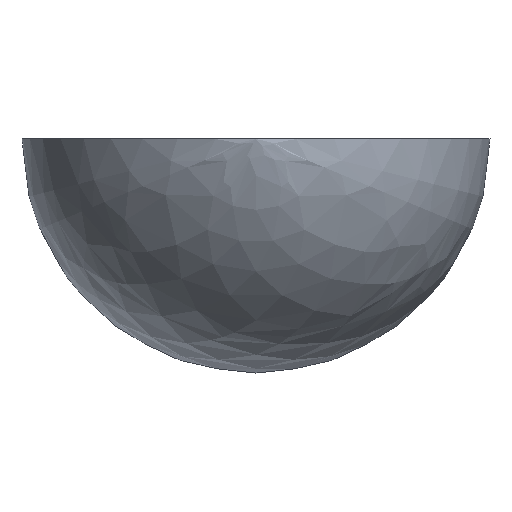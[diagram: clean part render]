
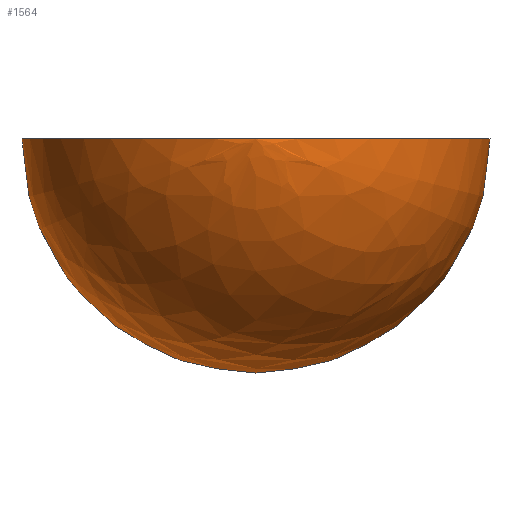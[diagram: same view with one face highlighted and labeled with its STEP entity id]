
A CAD part, left-side view. The second image highlights one B-rep face of the part: STEP entity #1564.
In plain terms, the highlighted free-form (B-spline) face has degree [3, 3] with [6, 4] control points.
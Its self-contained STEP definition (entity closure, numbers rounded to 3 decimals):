
#24 = DIRECTION ( 'NONE',  ( 1., 0., 0. ) ) ;
#47 = DIRECTION ( 'NONE',  ( 0., 0., 1. ) ) ;
#52 = CARTESIAN_POINT ( 'NONE',  ( -162.954, 11.74, 0. ) ) ;
#137 = DIRECTION ( 'NONE',  ( 0., 0., 1. ) ) ;
#213 = B_SPLINE_CURVE_WITH_KNOTS ( 'NONE', 3,
 ( #1738, #1255, #2488, #733, #2274, #680 ),
 .UNSPECIFIED., .F., .F.,
 ( 4, 1, 1, 4 ),
 ( 0., 0.518, 0.701, 1. ),
 .UNSPECIFIED. ) ;
#286 = CARTESIAN_POINT ( 'NONE',  ( -162.954, 11.74, 0. ) ) ;
#298 = CARTESIAN_POINT ( 'NONE',  ( 21.196, 11.74, 0. ) ) ;
#321 = CARTESIAN_POINT ( 'NONE',  ( 2.365, 103.379, 0. ) ) ;
#367 = ORIENTED_EDGE ( 'NONE', *, *, #1167, .F. ) ;
#430 = EDGE_LOOP ( 'NONE', ( #679, #3172, #367, #2487, #1443 ) ) ;
#497 = CARTESIAN_POINT ( 'NONE',  ( -162.954, 11.74, 0. ) ) ;
#636 = CARTESIAN_POINT ( 'NONE',  ( -37.063, 116.336, -209.192 ) ) ;
#653 = CARTESIAN_POINT ( 'NONE',  ( 21.196, 90.769, 0. ) ) ;
#654 = CARTESIAN_POINT ( 'NONE',  ( 21.196, 90.769, 0. ) ) ;
#679 = ORIENTED_EDGE ( 'NONE', *, *, #1944, .T. ) ;
#680 = CARTESIAN_POINT ( 'NONE',  ( 21.196, -67.288, 0. ) ) ;
#733 = CARTESIAN_POINT ( 'NONE',  ( -37.063, -92.856, 0. ) ) ;
#772 = VERTEX_POINT ( 'NONE', #653 ) ;
#877 = CARTESIAN_POINT ( 'NONE',  ( -37.063, -92.856, 0. ) ) ;
#949 = VERTEX_POINT ( 'NONE', #2643 ) ;
#991 =( BOUNDED_SURFACE ( )  B_SPLINE_SURFACE ( 3, 3, ( 
 ( #52, #286, #2333, #1064 ),
 ( #1080, #2104, #2089, #3111 ),
 ( #3125, #2872, #1011, #1132 ),
 ( #1402, #636, #1884, #877 ),
 ( #321, #1900, #3198, #1934 ),
 ( #654, #2891, #1146, #2632 ) ),
 .UNSPECIFIED., .F., .F., .F. ) 
 B_SPLINE_SURFACE_WITH_KNOTS ( ( 4, 1, 1, 4 ),
 ( 4, 4 ),
 ( 0., 0.518, 0.701, 1. ),
 ( 0., 1. ),
 .UNSPECIFIED. ) 
 GEOMETRIC_REPRESENTATION_ITEM ( )  RATIONAL_B_SPLINE_SURFACE ( (
 ( 1., 0.333, 0.333, 1.),
 ( 1., 0.333, 0.333, 1.),
 ( 1., 0.333, 0.333, 1.),
 ( 1., 0.333, 0.333, 1.),
 ( 1., 0.333, 0.333, 1.),
 ( 1., 0.333, 0.333, 1.) ) ) 
 REPRESENTATION_ITEM ( '' )  SURFACE ( )  );
#1011 = CARTESIAN_POINT ( 'NONE',  ( -115.553, -77.927, -179.335 ) ) ;
#1064 = CARTESIAN_POINT ( 'NONE',  ( -162.954, 11.74, 0. ) ) ;
#1080 = CARTESIAN_POINT ( 'NONE',  ( -156.725, 54.34, 0. ) ) ;
#1094 = CARTESIAN_POINT ( 'NONE',  ( 21.196, 11.74, 0. ) ) ;
#1132 = CARTESIAN_POINT ( 'NONE',  ( -115.553, -77.927, 0. ) ) ;
#1146 = CARTESIAN_POINT ( 'NONE',  ( 21.196, -67.288, -158.058 ) ) ;
#1167 = EDGE_CURVE ( 'NONE', #3255, #949, #1686, .T. ) ;
#1255 = CARTESIAN_POINT ( 'NONE',  ( -156.725, -30.859, 0. ) ) ;
#1402 = CARTESIAN_POINT ( 'NONE',  ( -37.063, 116.336, 0. ) ) ;
#1443 = ORIENTED_EDGE ( 'NONE', *, *, #1898, .T. ) ;
#1516 = CARTESIAN_POINT ( 'NONE',  ( 21.196, 80.356, -39.21 ) ) ;
#1550 = CARTESIAN_POINT ( 'NONE',  ( 2.365, 103.379, 0. ) ) ;
#1564 = ADVANCED_FACE ( 'NONE', ( #1569 ), #991, .T. ) ;
#1569 = FACE_OUTER_BOUND ( 'NONE', #430, .T. ) ;
#1598 = AXIS2_PLACEMENT_3D ( 'NONE', #1094, #2664, #137 ) ;
#1612 = EDGE_CURVE ( 'NONE', #2589, #949, #3152, .T. ) ;
#1686 = CIRCLE ( 'NONE', #2863, 79.029 ) ;
#1738 = CARTESIAN_POINT ( 'NONE',  ( -162.954, 11.74, 0. ) ) ;
#1795 = CARTESIAN_POINT ( 'NONE',  ( -156.725, 54.34, 0. ) ) ;
#1884 = CARTESIAN_POINT ( 'NONE',  ( -37.063, -92.856, -209.192 ) ) ;
#1898 = EDGE_CURVE ( 'NONE', #3222, #772, #2003, .T. ) ;
#1900 = CARTESIAN_POINT ( 'NONE',  ( 2.365, 103.379, -183.277 ) ) ;
#1934 = CARTESIAN_POINT ( 'NONE',  ( 2.365, -79.898, 0. ) ) ;
#1944 = EDGE_CURVE ( 'NONE', #772, #2589, #2613, .T. ) ;
#2003 = B_SPLINE_CURVE_WITH_KNOTS ( 'NONE', 3,
 ( #2534, #1795, #2282, #2599, #1550, #3337 ),
 .UNSPECIFIED., .F., .F.,
 ( 4, 1, 1, 4 ),
 ( 0., 0.518, 0.701, 1. ),
 .UNSPECIFIED. ) ;
#2089 = CARTESIAN_POINT ( 'NONE',  ( -156.725, -30.859, -85.199 ) ) ;
#2104 = CARTESIAN_POINT ( 'NONE',  ( -156.725, 54.34, -85.199 ) ) ;
#2137 = AXIS2_PLACEMENT_3D ( 'NONE', #298, #2346, #47 ) ;
#2243 = CARTESIAN_POINT ( 'NONE',  ( 21.196, -67.288, 0. ) ) ;
#2274 = CARTESIAN_POINT ( 'NONE',  ( 2.365, -79.898, 0. ) ) ;
#2282 = CARTESIAN_POINT ( 'NONE',  ( -115.553, 101.408, 0. ) ) ;
#2322 = CARTESIAN_POINT ( 'NONE',  ( 21.196, 11.74, 0. ) ) ;
#2333 = CARTESIAN_POINT ( 'NONE',  ( -162.954, 11.74, 0. ) ) ;
#2346 = DIRECTION ( 'NONE',  ( -1., 0., 0. ) ) ;
#2487 = ORIENTED_EDGE ( 'NONE', *, *, #3136, .F. ) ;
#2488 = CARTESIAN_POINT ( 'NONE',  ( -115.553, -77.927, 0. ) ) ;
#2534 = CARTESIAN_POINT ( 'NONE',  ( -162.954, 11.74, 0. ) ) ;
#2589 = VERTEX_POINT ( 'NONE', #1516 ) ;
#2599 = CARTESIAN_POINT ( 'NONE',  ( -37.063, 116.336, 0. ) ) ;
#2613 = CIRCLE ( 'NONE', #2137, 79.029 ) ;
#2632 = CARTESIAN_POINT ( 'NONE',  ( 21.196, -67.288, 0. ) ) ;
#2643 = CARTESIAN_POINT ( 'NONE',  ( 21.196, -58.365, -36.48 ) ) ;
#2664 = DIRECTION ( 'NONE',  ( -1., 0., 0. ) ) ;
#2863 = AXIS2_PLACEMENT_3D ( 'NONE', #2322, #24, #3069 ) ;
#2872 = CARTESIAN_POINT ( 'NONE',  ( -115.553, 101.408, -179.335 ) ) ;
#2891 = CARTESIAN_POINT ( 'NONE',  ( 21.196, 90.769, -158.058 ) ) ;
#3069 = DIRECTION ( 'NONE',  ( 0., 0., -1. ) ) ;
#3111 = CARTESIAN_POINT ( 'NONE',  ( -156.725, -30.859, 0. ) ) ;
#3125 = CARTESIAN_POINT ( 'NONE',  ( -115.553, 101.408, 0. ) ) ;
#3136 = EDGE_CURVE ( 'NONE', #3222, #3255, #213, .T. ) ;
#3152 = CIRCLE ( 'NONE', #1598, 79.029 ) ;
#3172 = ORIENTED_EDGE ( 'NONE', *, *, #1612, .T. ) ;
#3198 = CARTESIAN_POINT ( 'NONE',  ( 2.365, -79.898, -183.277 ) ) ;
#3222 = VERTEX_POINT ( 'NONE', #497 ) ;
#3255 = VERTEX_POINT ( 'NONE', #2243 ) ;
#3337 = CARTESIAN_POINT ( 'NONE',  ( 21.196, 90.769, 0. ) ) ;
